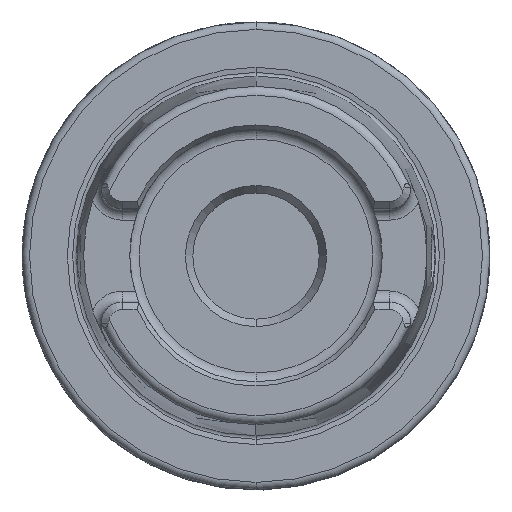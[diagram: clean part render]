
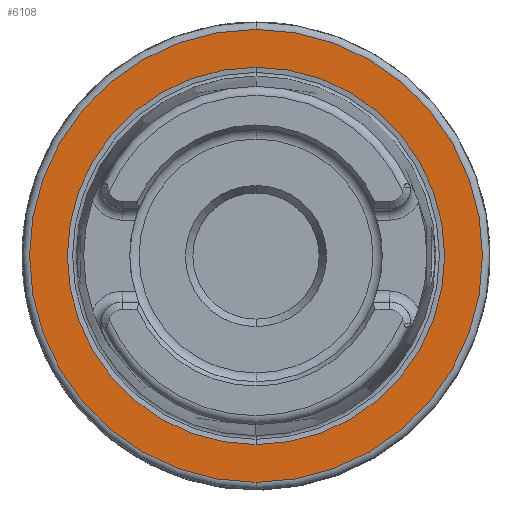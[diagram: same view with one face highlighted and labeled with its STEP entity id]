
A CAD part, top view. The second image highlights one B-rep face of the part: STEP entity #6108.
In plain terms, the highlighted planar face has unit normal (0, 0, 1).
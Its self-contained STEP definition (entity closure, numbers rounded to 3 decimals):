
#1727=CARTESIAN_POINT('',(0,0,26));
#1728=DIRECTION('',(0,0,1));
#1729=DIRECTION('',(0,1,0));
#1730=AXIS2_PLACEMENT_3D('',#1727,#1728,#1729);
#1732=CARTESIAN_POINT('',(0,0,26));
#1733=DIRECTION('',(0,0,1));
#1734=DIRECTION('',(0,-1,0));
#1735=AXIS2_PLACEMENT_3D('',#1732,#1733,#1734);
#1745=CARTESIAN_POINT('',(0,0,26));
#1746=DIRECTION('',(0,0,1));
#1747=DIRECTION('',(0,1,0));
#1748=AXIS2_PLACEMENT_3D('',#1745,#1746,#1747);
#1750=CARTESIAN_POINT('',(0,0,26));
#1751=DIRECTION('',(0,0,-1));
#1752=DIRECTION('',(0,1,0));
#1753=AXIS2_PLACEMENT_3D('',#1750,#1751,#1752);
#3778=CARTESIAN_POINT('',(0,25.409,26));
#3780=VERTEX_POINT('',#3778);
#3814=CARTESIAN_POINT('',(0,-25.409,26));
#3816=VERTEX_POINT('',#3814);
#3880=CARTESIAN_POINT('',(0,30.5,26));
#3881=CARTESIAN_POINT('',(0,-30.5,26));
#3882=VERTEX_POINT('',#3880);
#3883=VERTEX_POINT('',#3881);
#6092=CARTESIAN_POINT('',(0,0,26));
#6093=DIRECTION('',(0,0,-1));
#6094=DIRECTION('',(0,-1,0));
#6095=AXIS2_PLACEMENT_3D('',#6092,#6093,#6094);
#6096=PLANE('',#6095);
#6098=ORIENTED_EDGE('',*,*,#6097,.F.);
#6099=ORIENTED_EDGE('',*,*,#6082,.F.);
#6100=EDGE_LOOP('',(#6098,#6099));
#6101=FACE_OUTER_BOUND('',#6100,.F.);
#6103=ORIENTED_EDGE('',*,*,#6102,.T.);
#6105=ORIENTED_EDGE('',*,*,#6104,.F.);
#6106=EDGE_LOOP('',(#6103,#6105));
#6107=FACE_BOUND('',#6106,.F.);
#6108=ADVANCED_FACE('',(#6101,#6107),#6096,.F.);
#1731=CIRCLE('',#1730,30.5);
#1736=CIRCLE('',#1735,30.5);
#1749=CIRCLE('',#1748,25.409);
#1754=CIRCLE('',#1753,25.409);
#6082=EDGE_CURVE('',#3883,#3882,#1736,.T.);
#6097=EDGE_CURVE('',#3882,#3883,#1731,.T.);
#6102=EDGE_CURVE('',#3780,#3816,#1749,.T.);
#6104=EDGE_CURVE('',#3780,#3816,#1754,.T.);
